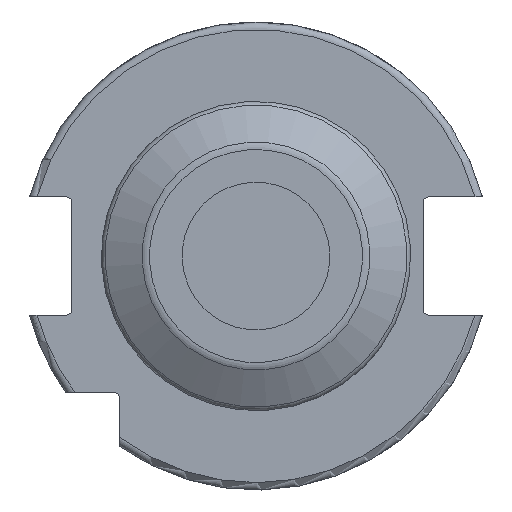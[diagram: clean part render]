
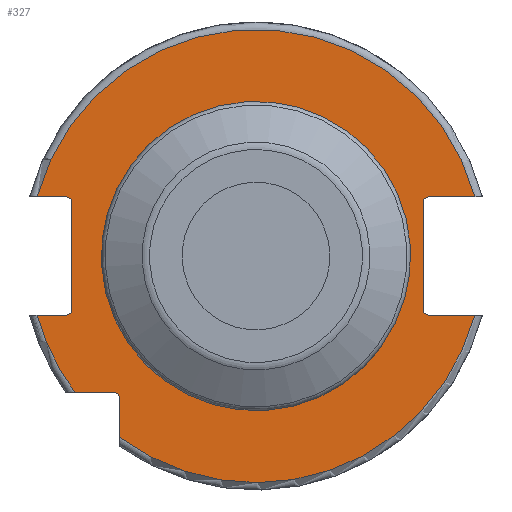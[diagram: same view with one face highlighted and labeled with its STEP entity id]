
A CAD part, left-side view. The second image highlights one B-rep face of the part: STEP entity #327.
In plain terms, the highlighted planar face has unit normal (-1, 0, 0).
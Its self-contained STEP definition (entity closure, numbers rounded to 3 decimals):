
#49=FACE_BOUND('',#508,.T.);
#50=FACE_BOUND('',#509,.T.);
#106=PLANE('',#1610);
#181=LINE('',#3015,#239);
#182=LINE('',#3019,#240);
#183=LINE('',#3023,#241);
#184=LINE('',#3027,#242);
#185=LINE('',#3028,#243);
#186=LINE('',#3032,#244);
#187=LINE('',#3033,#245);
#188=LINE('',#3037,#246);
#239=VECTOR('',#1933,1.);
#240=VECTOR('',#1936,1.);
#241=VECTOR('',#1939,1.);
#242=VECTOR('',#1942,1.);
#243=VECTOR('',#1943,1.);
#244=VECTOR('',#1946,1.);
#245=VECTOR('',#1947,1.);
#246=VECTOR('',#1950,1.);
#327=ADVANCED_FACE('',(#49,#50),#106,.F.);
#508=EDGE_LOOP('',(#833,#834,#835,#836,#837,#838,#839,#840,#841,#842,#843,
#844,#845,#846,#847,#848));
#509=EDGE_LOOP('',(#849));
#833=ORIENTED_EDGE('',*,*,#1346,.T.);
#834=ORIENTED_EDGE('',*,*,#1347,.T.);
#835=ORIENTED_EDGE('',*,*,#1348,.F.);
#836=ORIENTED_EDGE('',*,*,#1349,.T.);
#837=ORIENTED_EDGE('',*,*,#1350,.T.);
#838=ORIENTED_EDGE('',*,*,#1351,.T.);
#839=ORIENTED_EDGE('',*,*,#1352,.T.);
#840=ORIENTED_EDGE('',*,*,#1353,.T.);
#841=ORIENTED_EDGE('',*,*,#1279,.F.);
#842=ORIENTED_EDGE('',*,*,#1354,.T.);
#843=ORIENTED_EDGE('',*,*,#1355,.T.);
#844=ORIENTED_EDGE('',*,*,#1356,.T.);
#845=ORIENTED_EDGE('',*,*,#1275,.F.);
#846=ORIENTED_EDGE('',*,*,#1357,.T.);
#847=ORIENTED_EDGE('',*,*,#1358,.T.);
#848=ORIENTED_EDGE('',*,*,#1359,.T.);
#849=ORIENTED_EDGE('',*,*,#1345,.T.);
#1104=VERTEX_POINT('',#2634);
#1105=VERTEX_POINT('',#2636);
#1108=VERTEX_POINT('',#2679);
#1109=VERTEX_POINT('',#2681);
#1154=VERTEX_POINT('',#3010);
#1155=VERTEX_POINT('',#3013);
#1156=VERTEX_POINT('',#3014);
#1157=VERTEX_POINT('',#3016);
#1158=VERTEX_POINT('',#3018);
#1159=VERTEX_POINT('',#3020);
#1160=VERTEX_POINT('',#3022);
#1161=VERTEX_POINT('',#3024);
#1162=VERTEX_POINT('',#3026);
#1163=VERTEX_POINT('',#3029);
#1164=VERTEX_POINT('',#3031);
#1165=VERTEX_POINT('',#3034);
#1166=VERTEX_POINT('',#3036);
#1275=EDGE_CURVE('',#1104,#1105,#1428,.T.);
#1279=EDGE_CURVE('',#1108,#1109,#1430,.T.);
#1345=EDGE_CURVE('',#1154,#1154,#1456,.T.);
#1346=EDGE_CURVE('',#1155,#1156,#1457,.T.);
#1347=EDGE_CURVE('',#1156,#1157,#181,.T.);
#1348=EDGE_CURVE('',#1158,#1157,#1458,.T.);
#1349=EDGE_CURVE('',#1158,#1159,#182,.T.);
#1350=EDGE_CURVE('',#1159,#1160,#1459,.T.);
#1351=EDGE_CURVE('',#1160,#1161,#183,.T.);
#1352=EDGE_CURVE('',#1161,#1162,#1460,.T.);
#1353=EDGE_CURVE('',#1162,#1109,#184,.T.);
#1354=EDGE_CURVE('',#1108,#1163,#185,.T.);
#1355=EDGE_CURVE('',#1163,#1164,#1461,.T.);
#1356=EDGE_CURVE('',#1164,#1105,#186,.T.);
#1357=EDGE_CURVE('',#1104,#1165,#187,.T.);
#1358=EDGE_CURVE('',#1165,#1166,#1462,.T.);
#1359=EDGE_CURVE('',#1166,#1155,#188,.T.);
#1428=CIRCLE('',#1553,30.77);
#1430=CIRCLE('',#1556,30.77);
#1456=CIRCLE('',#1602,19.13);
#1457=CIRCLE('',#1604,0.8);
#1458=CIRCLE('',#1605,30.77);
#1459=CIRCLE('',#1606,0.8);
#1460=CIRCLE('',#1607,0.8);
#1461=CIRCLE('',#1608,0.8);
#1462=CIRCLE('',#1609,0.8);
#1553=AXIS2_PLACEMENT_3D('',#2635,#1810,#1811);
#1556=AXIS2_PLACEMENT_3D('',#2680,#1816,#1817);
#1602=AXIS2_PLACEMENT_3D('',#3009,#1927,#1928);
#1604=AXIS2_PLACEMENT_3D('',#3012,#1931,#1932);
#1605=AXIS2_PLACEMENT_3D('',#3017,#1934,#1935);
#1606=AXIS2_PLACEMENT_3D('',#3021,#1937,#1938);
#1607=AXIS2_PLACEMENT_3D('',#3025,#1940,#1941);
#1608=AXIS2_PLACEMENT_3D('',#3030,#1944,#1945);
#1609=AXIS2_PLACEMENT_3D('',#3035,#1948,#1949);
#1610=AXIS2_PLACEMENT_3D('',#3038,#1951,#1952);
#1810=DIRECTION('',(1.,0.,0.));
#1811=DIRECTION('',(0.,0.,1.));
#1816=DIRECTION('',(1.,0.,0.));
#1817=DIRECTION('',(0.,0.,1.));
#1927=DIRECTION('',(1.,0.,0.));
#1928=DIRECTION('',(0.,0.,1.));
#1931=DIRECTION('',(1.,0.,0.));
#1932=DIRECTION('',(0.,0.,-1.));
#1933=DIRECTION('',(0.,-1.,0.));
#1934=DIRECTION('',(1.,0.,0.));
#1935=DIRECTION('',(0.,0.,1.));
#1936=DIRECTION('',(0.,-1.,0.));
#1937=DIRECTION('',(1.,0.,0.));
#1938=DIRECTION('',(0.,0.,-1.));
#1939=DIRECTION('',(0.,0.,-1.));
#1940=DIRECTION('',(1.,0.,0.));
#1941=DIRECTION('',(0.,0.,-1.));
#1942=DIRECTION('',(0.,1.,0.));
#1943=DIRECTION('',(0.,-1.,0.));
#1944=DIRECTION('',(1.,0.,0.));
#1945=DIRECTION('',(0.,0.,-1.));
#1946=DIRECTION('',(0.,0.,-1.));
#1947=DIRECTION('',(0.,1.,0.));
#1948=DIRECTION('',(1.,0.,0.));
#1949=DIRECTION('',(0.,0.,-1.));
#1950=DIRECTION('',(0.,0.,1.));
#1951=DIRECTION('',(1.,0.,0.));
#1952=DIRECTION('',(0.,0.,-1.));
#2634=CARTESIAN_POINT('',(28.9,-29.698,-8.05));
#2635=CARTESIAN_POINT('',(28.9,0.,0.));
#2636=CARTESIAN_POINT('',(28.9,18.5,-24.588));
#2679=CARTESIAN_POINT('',(28.9,24.588,-18.5));
#2680=CARTESIAN_POINT('',(28.9,0.,0.));
#2681=CARTESIAN_POINT('',(28.9,29.698,-8.05));
#3009=CARTESIAN_POINT('',(28.9,0.,0.));
#3010=CARTESIAN_POINT('',(28.9,0.,19.13));
#3012=CARTESIAN_POINT('',(28.9,-23.5,7.25));
#3013=CARTESIAN_POINT('',(28.9,-22.7,7.25));
#3014=CARTESIAN_POINT('',(28.9,-23.5,8.05));
#3015=CARTESIAN_POINT('',(28.9,30.77,8.05));
#3016=CARTESIAN_POINT('',(28.9,-29.698,8.05));
#3017=CARTESIAN_POINT('',(28.9,0.,0.));
#3018=CARTESIAN_POINT('',(28.9,29.698,8.05));
#3019=CARTESIAN_POINT('',(28.9,30.77,8.05));
#3020=CARTESIAN_POINT('',(28.9,25.8,8.05));
#3021=CARTESIAN_POINT('',(28.9,25.8,7.25));
#3022=CARTESIAN_POINT('',(28.9,25.,7.25));
#3023=CARTESIAN_POINT('',(28.9,25.,0.));
#3024=CARTESIAN_POINT('',(28.9,25.,-7.25));
#3025=CARTESIAN_POINT('',(28.9,25.8,-7.25));
#3026=CARTESIAN_POINT('',(28.9,25.8,-8.05));
#3027=CARTESIAN_POINT('',(28.9,30.77,-8.05));
#3028=CARTESIAN_POINT('',(28.9,30.77,-18.5));
#3029=CARTESIAN_POINT('',(28.9,19.3,-18.5));
#3030=CARTESIAN_POINT('',(28.9,19.3,-19.3));
#3031=CARTESIAN_POINT('',(28.9,18.5,-19.3));
#3032=CARTESIAN_POINT('',(28.9,18.5,0.));
#3033=CARTESIAN_POINT('',(28.9,30.77,-8.05));
#3034=CARTESIAN_POINT('',(28.9,-23.5,-8.05));
#3035=CARTESIAN_POINT('',(28.9,-23.5,-7.25));
#3036=CARTESIAN_POINT('',(28.9,-22.7,-7.25));
#3037=CARTESIAN_POINT('',(28.9,-22.7,0.));
#3038=CARTESIAN_POINT('',(28.9,30.77,0.));
